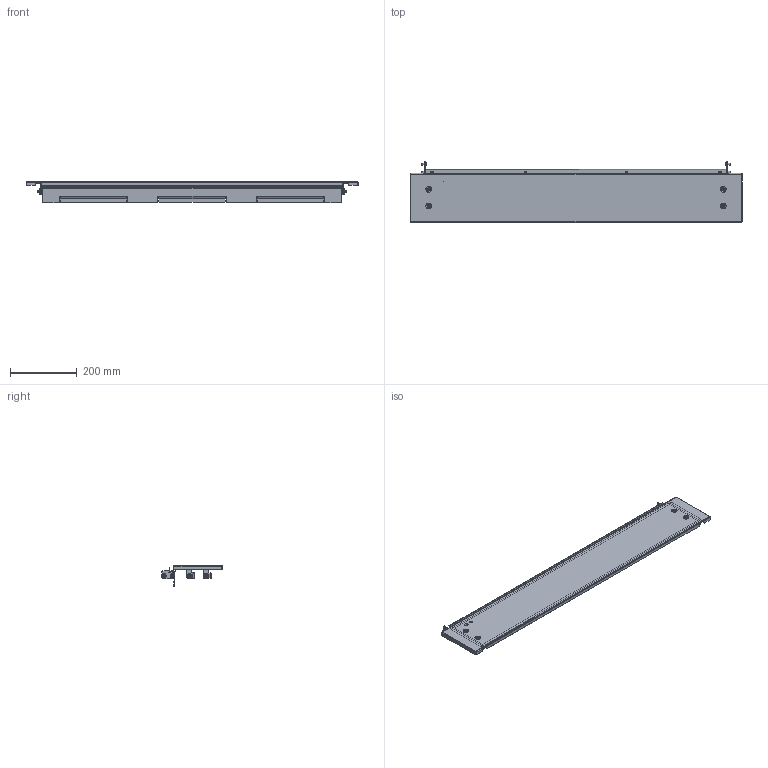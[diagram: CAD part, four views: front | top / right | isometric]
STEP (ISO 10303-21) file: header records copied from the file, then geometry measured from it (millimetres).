
FILE_DESCRIPTION (( 'STEP AP214' ), '1' );
FILE_NAME ('YKM40D-FO-PWS-015-100-54 FORMAT Ôàëüø_ïàíåëü âíåøíÿÿ 150õ1000ìì IP54 (2øò_êîìïë) IEK.STEP', '2022-05-30T11:34:35', ( '' ), ( '' ), 'SwSTEP 2.0', 'SolidWorks 2017', '' );
FILE_SCHEMA (( 'AUTOMOTIVE_DESIGN' ));
Length unit declared in the file: millimetre
Products named in the file (1): YKM40D-FO-PWS-015-100-54 FORMAT Ôàëüø_ïàíåëü âíåøíÿÿ 150õ1000ìì IP54 (2øò_êîìïë) IEK
Bounding box: 995 x 180.5 x 63.1 mm (x, y, z)
Volume: 449305.7 mm3; surface area: 627073.2 mm2
Topology: 38 solids, 38 shells, 1703 faces, 4197 edges, 2600 vertices
Faces by surface type: plane 892, cylinder 569, cone 146, bspline 68, torus 20, sphere 8
Entity records: 76643 total; most frequent: CARTESIAN_POINT 17697, ORIENTED_EDGE 8386, DIRECTION 8281, EDGE_CURVE 4193, AXIS2_PLACEMENT_3D 2948, VERTEX_POINT 2600, VECTOR 2385, LINE 2385
